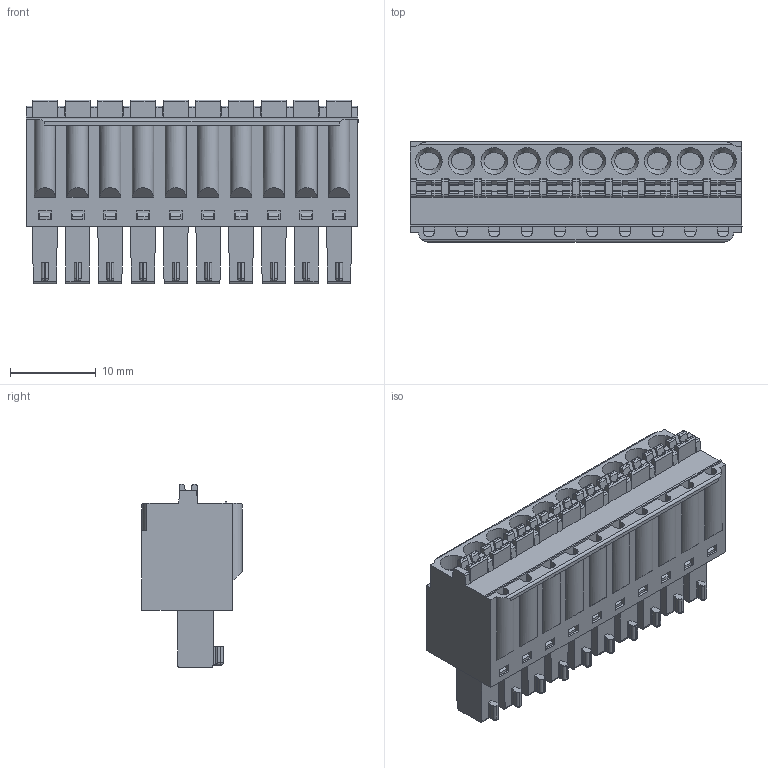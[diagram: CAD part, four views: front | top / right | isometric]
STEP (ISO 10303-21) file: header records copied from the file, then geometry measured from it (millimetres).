
FILE_DESCRIPTION(('STEP AP214'),'1');
FILE_NAME('SHM10-3,81-P.stp','2019-03-26T08:30:26',(' '),(' '),'Spatial InterOp 3D',' ',' ');
FILE_SCHEMA(('automotive_design'));
Length unit declared in the file: metre
Products named in the file (1): 1
Bounding box: 38.69 x 11.7 x 21.4 mm (x, y, z)
Volume: 5789 mm3; surface area: 4394.3 mm2
Topology: 1 solids, 1 shells, 1050 faces, 2773 edges, 1804 vertices
Faces by surface type: plane 746, cylinder 244, cone 30, sphere 20, torus 10
Full cylindrical faces by diameter (mm): 1.2 x10, 3.1 x10
Entity records: 40606 total; most frequent: CARTESIAN_POINT 6452, ORIENTED_EDGE 5326, DIRECTION 5212, EDGE_CURVE 2663, LINE 2002, VECTOR 2002, VERTEX_POINT 1764, AXIS2_PLACEMENT_3D 1605
